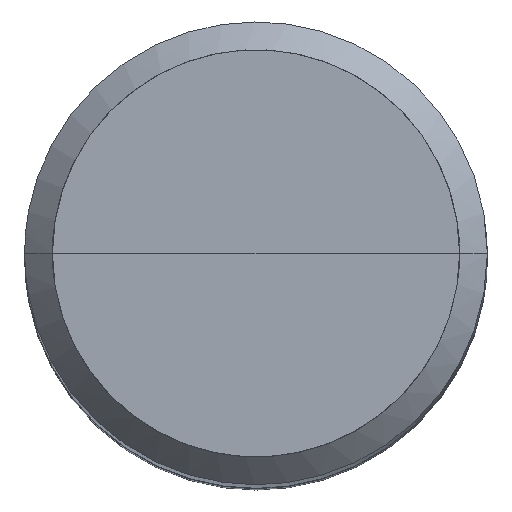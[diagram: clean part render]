
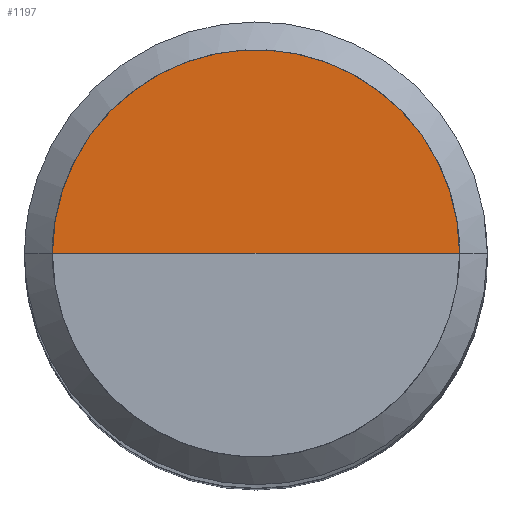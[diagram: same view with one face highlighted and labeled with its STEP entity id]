
A CAD part, top view. The second image highlights one B-rep face of the part: STEP entity #1197.
In plain terms, the highlighted free-form (B-spline) face has degree [1, 2] with [2, 5] control points.
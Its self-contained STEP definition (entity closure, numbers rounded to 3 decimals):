
#890=CARTESIAN_POINT('',(4.4,0.0,39.85));
#891=CARTESIAN_POINT('',(4.4,4.4,39.85));
#892=CARTESIAN_POINT('',(0.0,4.4,39.85));
#893=CARTESIAN_POINT('',(-4.4,4.4,39.85));
#894=CARTESIAN_POINT('',(-4.4,0.0,39.85));
#895=CARTESIAN_POINT('',(0.0,0.0,39.85));
#1182=(
BOUNDED_SURFACE()
B_SPLINE_SURFACE(1,2,(
(#890,#891,#892,#893,#894),
(#895,#895,#895,#895,#895)
), .UNSPECIFIED.,.F.,.F.,.F.)
B_SPLINE_SURFACE_WITH_KNOTS((2,2),(3,2,3),(
0.0,1.0),(
0.0,0.5,1.0), .UNSPECIFIED.)
GEOMETRIC_REPRESENTATION_ITEM()
RATIONAL_B_SPLINE_SURFACE(((1.0,0.707,1.0,0.707,1.0),
(1.0,0.707,1.0,0.707,1.0)
))
REPRESENTATION_ITEM('')
SURFACE()
);
#1183=(
BOUNDED_CURVE()
B_SPLINE_CURVE(1,(#895,#890),.UNSPECIFIED.,.F.,.F.)
B_SPLINE_CURVE_WITH_KNOTS((2,2),
(0.0,1.0),.UNSPECIFIED.)
CURVE()
GEOMETRIC_REPRESENTATION_ITEM()
RATIONAL_B_SPLINE_CURVE((1.0,1.0))
REPRESENTATION_ITEM('')
);
#1184=(
BOUNDED_CURVE()
B_SPLINE_CURVE(2,(#890,#891,#892,#893,#894),.UNSPECIFIED.,.F.,.F.)
B_SPLINE_CURVE_WITH_KNOTS((3,2,3),
(0.0,0.5,1.0),.UNSPECIFIED.)
CURVE()
GEOMETRIC_REPRESENTATION_ITEM()
RATIONAL_B_SPLINE_CURVE((1.0,0.707,1.0,0.707,1.0))
REPRESENTATION_ITEM('')
);
#1185=(
BOUNDED_CURVE()
B_SPLINE_CURVE(1,(#894,#895),.UNSPECIFIED.,.F.,.F.)
B_SPLINE_CURVE_WITH_KNOTS((2,2),
(0.0,1.0),.UNSPECIFIED.)
CURVE()
GEOMETRIC_REPRESENTATION_ITEM()
RATIONAL_B_SPLINE_CURVE((1.0,1.0))
REPRESENTATION_ITEM('')
);
#1186=VERTEX_POINT('',#890);
#1187=VERTEX_POINT('',#894);
#1188=VERTEX_POINT('',#895);
#1189=EDGE_CURVE('',#1188,#1186,#1183,.T.);
#1190=EDGE_CURVE('',#1186,#1187,#1184,.T.);
#1191=EDGE_CURVE('',#1187,#1188,#1185,.T.);
#1192=ORIENTED_EDGE('',*,*,#1189,.T.);
#1193=ORIENTED_EDGE('',*,*,#1190,.T.);
#1194=ORIENTED_EDGE('',*,*,#1191,.T.);
#1195=EDGE_LOOP('',(#1192,#1193,#1194));
#1196=FACE_OUTER_BOUND('',#1195,.T.);
#1197=ADVANCED_FACE('',(#1196),#1182,.T.);
